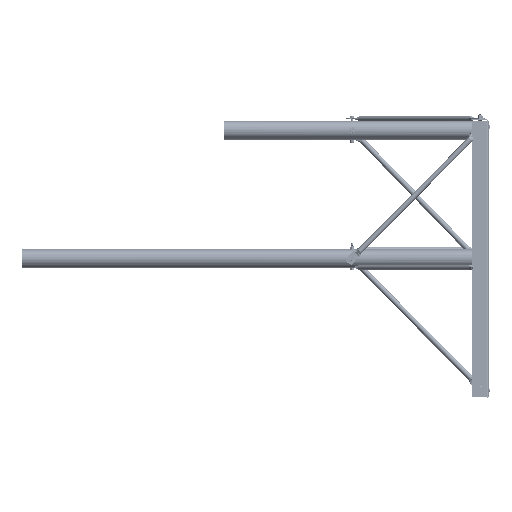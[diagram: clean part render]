
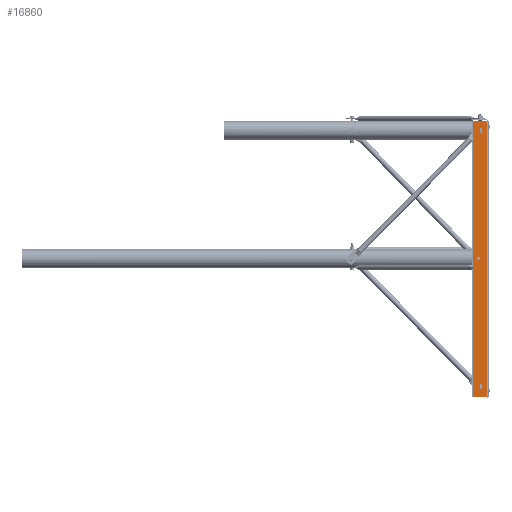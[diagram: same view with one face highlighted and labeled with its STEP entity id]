
A CAD part, left-side view. The second image highlights one B-rep face of the part: STEP entity #16860.
In plain terms, the highlighted face is planar.
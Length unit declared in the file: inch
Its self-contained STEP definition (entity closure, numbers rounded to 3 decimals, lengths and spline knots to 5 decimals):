
#278 = EDGE_CURVE ( 'NONE', #10485, #11461, #10857, .T. ) ;
#734 = CARTESIAN_POINT ( 'NONE',  ( -17.45079, 0., 0.20866 ) ) ;
#1079 = ORIENTED_EDGE ( 'NONE', *, *, #21894, .T. ) ;
#1112 = CARTESIAN_POINT ( 'NONE',  ( -0.16929, 0., 1.48031 ) ) ;
#1124 = LINE ( 'NONE', #6221, #15265 ) ;
#1132 = ORIENTED_EDGE ( 'NONE', *, *, #18750, .T. ) ;
#1605 = CARTESIAN_POINT ( 'NONE',  ( -0.16929, 0., 1.14173 ) ) ;
#1693 = DIRECTION ( 'NONE',  ( -1., 0., 0. ) ) ;
#1819 = LINE ( 'NONE', #5492, #13000 ) ;
#1968 = DIRECTION ( 'NONE',  ( -1., 0., 0. ) ) ;
#2093 = CARTESIAN_POINT ( 'NONE',  ( 17.45079, 0., 0.20866 ) ) ;
#2285 = CARTESIAN_POINT ( 'NONE',  ( 16.55118, 0., 0.80512 ) ) ;
#2299 = EDGE_LOOP ( 'NONE', ( #12669, #9625, #1132, #20051 ) ) ;
#2942 = CARTESIAN_POINT ( 'NONE',  ( 0.16929, 0., 1.48031 ) ) ;
#2984 = EDGE_CURVE ( 'NONE', #16118, #10282, #13774, .T. ) ;
#3039 = LINE ( 'NONE', #10638, #22100 ) ;
#3328 = VERTEX_POINT ( 'NONE', #14891 ) ;
#3352 = EDGE_CURVE ( 'NONE', #13029, #13786, #9659, .T. ) ;
#3588 = CARTESIAN_POINT ( 'NONE',  ( 17.45079, 0., 2. ) ) ;
#3602 = EDGE_CURVE ( 'NONE', #3328, #21653, #10710, .T. ) ;
#3633 = CARTESIAN_POINT ( 'NONE',  ( -16.55118, 0., 0.80512 ) ) ;
#3679 = LINE ( 'NONE', #14389, #12217 ) ;
#3953 = CARTESIAN_POINT ( 'NONE',  ( -0.16929, 0., 1.14173 ) ) ;
#4238 = CARTESIAN_POINT ( 'NONE',  ( 16.55118, 0., 1.1437 ) ) ;
#4906 = DIRECTION ( 'NONE',  ( 0., 0., -1. ) ) ;
#5257 = EDGE_CURVE ( 'NONE', #9908, #22905, #14682, .T. ) ;
#5433 = PLANE ( 'NONE',  #22473 ) ;
#5492 = CARTESIAN_POINT ( 'NONE',  ( -0.16929, 0., 1.48031 ) ) ;
#5513 = EDGE_CURVE ( 'NONE', #11461, #23379, #12158, .T. ) ;
#5655 = FACE_BOUND ( 'NONE', #8071, .T. ) ;
#6221 = CARTESIAN_POINT ( 'NONE',  ( -16.55118, 0., 0.80512 ) ) ;
#6322 = DIRECTION ( 'NONE',  ( 0., 0., 1. ) ) ;
#6444 = EDGE_LOOP ( 'NONE', ( #11417, #8398, #19455, #20169 ) ) ;
#6668 = DIRECTION ( 'NONE',  ( 1., 0., 0. ) ) ;
#6932 = VECTOR ( 'NONE', #12979, 39.37008 ) ;
#6990 = ORIENTED_EDGE ( 'NONE', *, *, #3602, .T. ) ;
#7018 = CARTESIAN_POINT ( 'NONE',  ( 15.90945, 0., 1.1437 ) ) ;
#7048 = EDGE_CURVE ( 'NONE', #23379, #15801, #23144, .T. ) ;
#7068 = CARTESIAN_POINT ( 'NONE',  ( -15.90945, 0., 0.80512 ) ) ;
#7090 = VECTOR ( 'NONE', #1968, 39.37008 ) ;
#7329 = FACE_OUTER_BOUND ( 'NONE', #2299, .T. ) ;
#7360 = CARTESIAN_POINT ( 'NONE',  ( 16.55118, 0., 1.1437 ) ) ;
#7378 = ORIENTED_EDGE ( 'NONE', *, *, #278, .T. ) ;
#7834 = LINE ( 'NONE', #18889, #9585 ) ;
#8071 = EDGE_LOOP ( 'NONE', ( #19821, #21791, #20148, #7378 ) ) ;
#8398 = ORIENTED_EDGE ( 'NONE', *, *, #17724, .T. ) ;
#8407 = ORIENTED_EDGE ( 'NONE', *, *, #12154, .T. ) ;
#8744 = CARTESIAN_POINT ( 'NONE',  ( 17.45079, 0., 0.20866 ) ) ;
#8997 = FACE_BOUND ( 'NONE', #11238, .T. ) ;
#9066 = DIRECTION ( 'NONE',  ( 0., 0., 1. ) ) ;
#9248 = EDGE_CURVE ( 'NONE', #20652, #9680, #19889, .T. ) ;
#9271 = CARTESIAN_POINT ( 'NONE',  ( -16.55118, 0., 0.80512 ) ) ;
#9585 = VECTOR ( 'NONE', #15561, 39.37008 ) ;
#9625 = ORIENTED_EDGE ( 'NONE', *, *, #3352, .F. ) ;
#9659 = LINE ( 'NONE', #20481, #15135 ) ;
#9680 = VERTEX_POINT ( 'NONE', #11130 ) ;
#9908 = VERTEX_POINT ( 'NONE', #7068 ) ;
#10194 = VECTOR ( 'NONE', #1693, 39.37008 ) ;
#10201 = DIRECTION ( 'NONE',  ( 1., 0., 0. ) ) ;
#10282 = VERTEX_POINT ( 'NONE', #18811 ) ;
#10312 = VECTOR ( 'NONE', #6322, 39.37008 ) ;
#10485 = VERTEX_POINT ( 'NONE', #1112 ) ;
#10638 = CARTESIAN_POINT ( 'NONE',  ( 15.90945, 0., 0.80512 ) ) ;
#10710 = LINE ( 'NONE', #16176, #10194 ) ;
#10750 = DIRECTION ( 'NONE',  ( 1., 0., 0. ) ) ;
#10828 = DIRECTION ( 'NONE',  ( -1., 0., 0. ) ) ;
#10857 = LINE ( 'NONE', #16218, #16603 ) ;
#11130 = CARTESIAN_POINT ( 'NONE',  ( -17.45079, 0., 2. ) ) ;
#11238 = EDGE_LOOP ( 'NONE', ( #1079, #6990, #21396, #8407 ) ) ;
#11417 = ORIENTED_EDGE ( 'NONE', *, *, #5257, .T. ) ;
#11461 = VERTEX_POINT ( 'NONE', #2942 ) ;
#12094 = VECTOR ( 'NONE', #6668, 39.37008 ) ;
#12154 = EDGE_CURVE ( 'NONE', #20727, #22469, #20089, .T. ) ;
#12158 = LINE ( 'NONE', #21338, #12413 ) ;
#12217 = VECTOR ( 'NONE', #17959, 39.37008 ) ;
#12413 = VECTOR ( 'NONE', #4906, 39.37008 ) ;
#12669 = ORIENTED_EDGE ( 'NONE', *, *, #20471, .F. ) ;
#12683 = DIRECTION ( 'NONE',  ( 0., 0., -1. ) ) ;
#12979 = DIRECTION ( 'NONE',  ( 0., 0., -1. ) ) ;
#13000 = VECTOR ( 'NONE', #9066, 39.37008 ) ;
#13029 = VERTEX_POINT ( 'NONE', #8744 ) ;
#13612 = VECTOR ( 'NONE', #10828, 39.37008 ) ;
#13774 = LINE ( 'NONE', #18892, #15514 ) ;
#13786 = VERTEX_POINT ( 'NONE', #734 ) ;
#14322 = DIRECTION ( 'NONE',  ( 0., 0., 1. ) ) ;
#14389 = CARTESIAN_POINT ( 'NONE',  ( -15.90945, 0., 0.80512 ) ) ;
#14682 = LINE ( 'NONE', #3633, #7090 ) ;
#14891 = CARTESIAN_POINT ( 'NONE',  ( 16.55118, 0., 0.80512 ) ) ;
#15135 = VECTOR ( 'NONE', #22514, 39.37008 ) ;
#15265 = VECTOR ( 'NONE', #22895, 39.37008 ) ;
#15514 = VECTOR ( 'NONE', #10201, 39.37008 ) ;
#15561 = DIRECTION ( 'NONE',  ( 0., 0., 1. ) ) ;
#15615 = CARTESIAN_POINT ( 'NONE',  ( 15.90945, 0., 0.80512 ) ) ;
#15801 = VERTEX_POINT ( 'NONE', #3953 ) ;
#16118 = VERTEX_POINT ( 'NONE', #16639 ) ;
#16176 = CARTESIAN_POINT ( 'NONE',  ( 16.55118, 0., 0.80512 ) ) ;
#16218 = CARTESIAN_POINT ( 'NONE',  ( -0.16929, 0., 1.48031 ) ) ;
#16235 = VECTOR ( 'NONE', #17877, 39.37008 ) ;
#16603 = VECTOR ( 'NONE', #10750, 39.37008 ) ;
#16639 = CARTESIAN_POINT ( 'NONE',  ( -16.55118, 0., 1.1437 ) ) ;
#16860 = ADVANCED_FACE ( 'NONE', ( #18037, #8997, #5655, #7329 ), #5433, .T. ) ;
#16880 = CARTESIAN_POINT ( 'NONE',  ( 17.45079, 0., 2. ) ) ;
#17260 = CARTESIAN_POINT ( 'NONE',  ( -17.45079, 0., 0.20866 ) ) ;
#17724 = EDGE_CURVE ( 'NONE', #22905, #16118, #1124, .T. ) ;
#17877 = DIRECTION ( 'NONE',  ( -1., 0., 0. ) ) ;
#17959 = DIRECTION ( 'NONE',  ( 0., 0., -1. ) ) ;
#18037 = FACE_BOUND ( 'NONE', #6444, .T. ) ;
#18750 = EDGE_CURVE ( 'NONE', #13029, #20652, #7834, .T. ) ;
#18811 = CARTESIAN_POINT ( 'NONE',  ( -15.90945, 0., 1.1437 ) ) ;
#18889 = CARTESIAN_POINT ( 'NONE',  ( 17.45079, 0., 0.20866 ) ) ;
#18892 = CARTESIAN_POINT ( 'NONE',  ( -16.55118, 0., 1.1437 ) ) ;
#19452 = CARTESIAN_POINT ( 'NONE',  ( 0.16929, 0., 1.14173 ) ) ;
#19455 = ORIENTED_EDGE ( 'NONE', *, *, #2984, .T. ) ;
#19821 = ORIENTED_EDGE ( 'NONE', *, *, #5513, .T. ) ;
#19889 = LINE ( 'NONE', #3588, #13612 ) ;
#19991 = EDGE_CURVE ( 'NONE', #21653, #20727, #3039, .T. ) ;
#20005 = LINE ( 'NONE', #2285, #6932 ) ;
#20051 = ORIENTED_EDGE ( 'NONE', *, *, #9248, .T. ) ;
#20089 = LINE ( 'NONE', #7360, #12094 ) ;
#20148 = ORIENTED_EDGE ( 'NONE', *, *, #21918, .T. ) ;
#20169 = ORIENTED_EDGE ( 'NONE', *, *, #21047, .T. ) ;
#20471 = EDGE_CURVE ( 'NONE', #13786, #9680, #22531, .T. ) ;
#20481 = CARTESIAN_POINT ( 'NONE',  ( 17.45079, 0., 0.20866 ) ) ;
#20652 = VERTEX_POINT ( 'NONE', #16880 ) ;
#20727 = VERTEX_POINT ( 'NONE', #7018 ) ;
#21047 = EDGE_CURVE ( 'NONE', #10282, #9908, #3679, .T. ) ;
#21338 = CARTESIAN_POINT ( 'NONE',  ( 0.16929, 0., 1.48031 ) ) ;
#21396 = ORIENTED_EDGE ( 'NONE', *, *, #19991, .T. ) ;
#21653 = VERTEX_POINT ( 'NONE', #15615 ) ;
#21791 = ORIENTED_EDGE ( 'NONE', *, *, #7048, .T. ) ;
#21894 = EDGE_CURVE ( 'NONE', #22469, #3328, #20005, .T. ) ;
#21918 = EDGE_CURVE ( 'NONE', #15801, #10485, #1819, .T. ) ;
#22077 = DIRECTION ( 'NONE',  ( 0., -1., 0. ) ) ;
#22100 = VECTOR ( 'NONE', #14322, 39.37008 ) ;
#22469 = VERTEX_POINT ( 'NONE', #4238 ) ;
#22473 = AXIS2_PLACEMENT_3D ( 'NONE', #2093, #22077, #12683 ) ;
#22514 = DIRECTION ( 'NONE',  ( -1., 0., 0. ) ) ;
#22531 = LINE ( 'NONE', #17260, #10312 ) ;
#22895 = DIRECTION ( 'NONE',  ( 0., 0., 1. ) ) ;
#22905 = VERTEX_POINT ( 'NONE', #9271 ) ;
#23144 = LINE ( 'NONE', #1605, #16235 ) ;
#23379 = VERTEX_POINT ( 'NONE', #19452 ) ;
